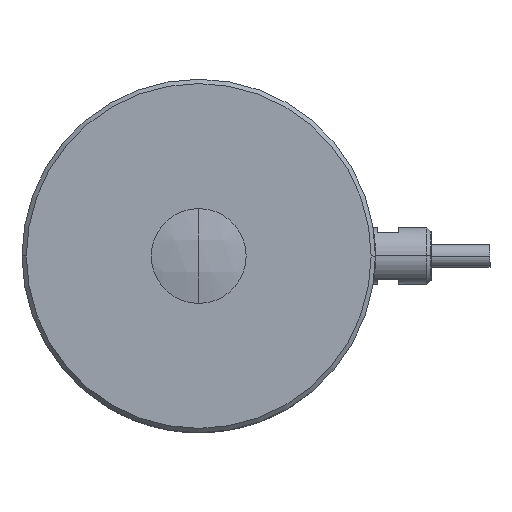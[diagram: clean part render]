
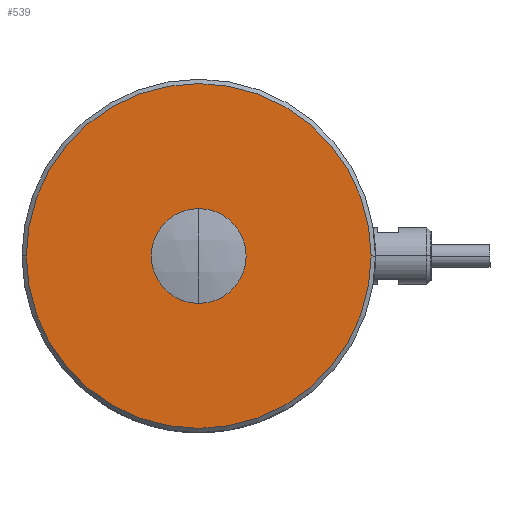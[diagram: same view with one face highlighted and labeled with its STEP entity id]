
A CAD part, left-side view. The second image highlights one B-rep face of the part: STEP entity #539.
In plain terms, the highlighted planar face has unit normal (-1, 0, 0).
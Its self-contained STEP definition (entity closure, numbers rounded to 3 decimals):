
#539=ADVANCED_FACE('0:86',(#1181,#1182),#1183,.T.);
#1181=FACE_OUTER_BOUND('',#2643,.T.);
#1182=FACE_BOUND('',#2644,.T.);
#1183=PLANE('',#2645);
#2643=EDGE_LOOP('',(#5262,#5263));
#2644=EDGE_LOOP('',(#5264,#5265));
#2645=AXIS2_PLACEMENT_3D('',#5266,#5267,#5268);
#5262=ORIENTED_EDGE('',*,*,#6624,.F.);
#5263=ORIENTED_EDGE('',*,*,#6574,.F.);
#5264=ORIENTED_EDGE('',*,*,#6479,.T.);
#5265=ORIENTED_EDGE('',*,*,#6908,.T.);
#5266=CARTESIAN_POINT('',(104.477,79.954,0.0));
#5267=DIRECTION('',(-1.0,-0.0,0.0));
#5268=DIRECTION('',(0.0,0.0,1.0));
#6479=EDGE_CURVE('0:113',#7374,#7372,#7375,.T.);
#6574=EDGE_CURVE('',#7535,#7538,#7539,.T.);
#6624=EDGE_CURVE('0:134',#7538,#7535,#7622,.T.);
#6908=EDGE_CURVE('',#7372,#7374,#8077,.T.);
#7372=VERTEX_POINT('',#8758);
#7374=VERTEX_POINT('',#8761);
#7375=CIRCLE('',#8762,10.75);
#7535=VERTEX_POINT('',#9091);
#7538=VERTEX_POINT('',#9095);
#7539=CIRCLE('',#9096,40.0);
#7622=CIRCLE('',#9244,40.0);
#8077=CIRCLE('',#10884,10.75);
#8758=CARTESIAN_POINT('',(104.477,65.329,0.));
#8761=CARTESIAN_POINT('',(104.477,43.829,0.));
#8762=AXIS2_PLACEMENT_3D('',#11916,#11917,#11918);
#9091=CARTESIAN_POINT('',(104.477,94.579,0.));
#9095=CARTESIAN_POINT('',(104.477,14.579,0.));
#9096=AXIS2_PLACEMENT_3D('',#12045,#12046,#12047);
#9244=AXIS2_PLACEMENT_3D('',#12122,#12123,#12124);
#10884=AXIS2_PLACEMENT_3D('',#12506,#12507,#12508);
#11916=CARTESIAN_POINT('',(104.477,54.579,0.0));
#11917=DIRECTION('',(1.0,0.,0.0));
#11918=DIRECTION('',(0.,1.0,0.0));
#12045=CARTESIAN_POINT('',(104.477,54.579,0.0));
#12046=DIRECTION('',(1.0,0.,0.0));
#12047=DIRECTION('',(0.,1.0,0.0));
#12122=CARTESIAN_POINT('',(104.477,54.579,0.0));
#12123=DIRECTION('',(1.0,0.,0.0));
#12124=DIRECTION('',(0.,1.0,0.0));
#12506=CARTESIAN_POINT('',(104.477,54.579,0.0));
#12507=DIRECTION('',(1.0,0.,0.0));
#12508=DIRECTION('',(0.,1.0,0.0));
